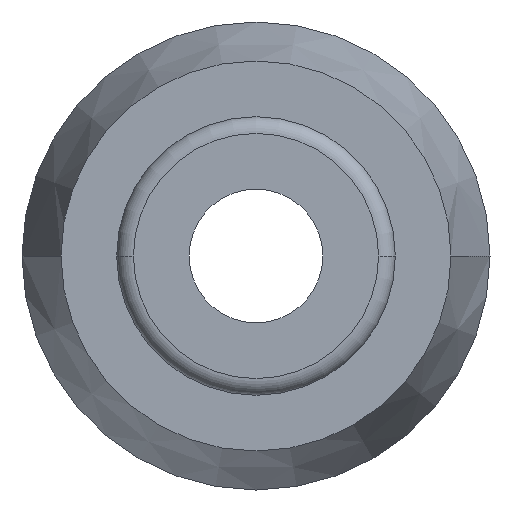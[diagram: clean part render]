
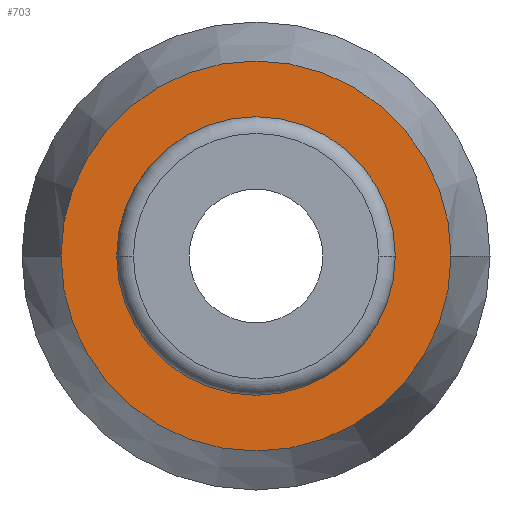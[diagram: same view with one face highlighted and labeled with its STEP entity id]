
A CAD part, left-side view. The second image highlights one B-rep face of the part: STEP entity #703.
In plain terms, the highlighted planar face has unit normal (-1, 0, 0).
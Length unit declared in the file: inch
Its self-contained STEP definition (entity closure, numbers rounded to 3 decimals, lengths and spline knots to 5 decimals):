
#250=CARTESIAN_POINT('',(0.,0.,0.));
#251=DIRECTION('',(1.,0.,0.));
#252=DIRECTION('',(0.,1.,0.));
#253=AXIS2_PLACEMENT_3D('',#250,#251,#252);
#255=CARTESIAN_POINT('',(0.,0.,0.));
#256=DIRECTION('',(-1.,0.,0.));
#257=DIRECTION('',(0.,1.,0.));
#258=AXIS2_PLACEMENT_3D('',#255,#256,#257);
#272=CARTESIAN_POINT('',(0.,0.,0.));
#273=DIRECTION('',(-1.,0.,0.));
#274=DIRECTION('',(0.,1.,0.));
#275=AXIS2_PLACEMENT_3D('',#272,#273,#274);
#299=CARTESIAN_POINT('',(0.,0.,0.));
#300=DIRECTION('',(1.,0.,0.));
#301=DIRECTION('',(0.,1.,0.));
#302=AXIS2_PLACEMENT_3D('',#299,#300,#301);
#410=CARTESIAN_POINT('',(0.,0.175,0.));
#411=VERTEX_POINT('',#410);
#424=CARTESIAN_POINT('',(0.,-0.175,0.));
#425=VERTEX_POINT('',#424);
#426=CARTESIAN_POINT('',(0.,0.125,0.));
#427=CARTESIAN_POINT('',(0.,-0.125,0.));
#428=VERTEX_POINT('',#426);
#429=VERTEX_POINT('',#427);
#688=CARTESIAN_POINT('',(0.,0.,0.));
#689=DIRECTION('',(1.,0.,0.));
#690=DIRECTION('',(0.,-1.,0.));
#691=AXIS2_PLACEMENT_3D('',#688,#689,#690);
#692=PLANE('',#691);
#693=ORIENTED_EDGE('',*,*,#683,.T.);
#694=ORIENTED_EDGE('',*,*,#667,.F.);
#695=EDGE_LOOP('',(#693,#694));
#696=FACE_OUTER_BOUND('',#695,.F.);
#698=ORIENTED_EDGE('',*,*,#697,.T.);
#700=ORIENTED_EDGE('',*,*,#699,.F.);
#701=EDGE_LOOP('',(#698,#700));
#702=FACE_BOUND('',#701,.F.);
#703=ADVANCED_FACE('',(#696,#702),#692,.F.);
#254=CIRCLE('',#253,0.175);
#259=CIRCLE('',#258,0.175);
#276=CIRCLE('',#275,0.125);
#303=CIRCLE('',#302,0.125);
#667=EDGE_CURVE('',#411,#425,#259,.T.);
#683=EDGE_CURVE('',#411,#425,#254,.T.);
#697=EDGE_CURVE('',#428,#429,#276,.T.);
#699=EDGE_CURVE('',#428,#429,#303,.T.);
